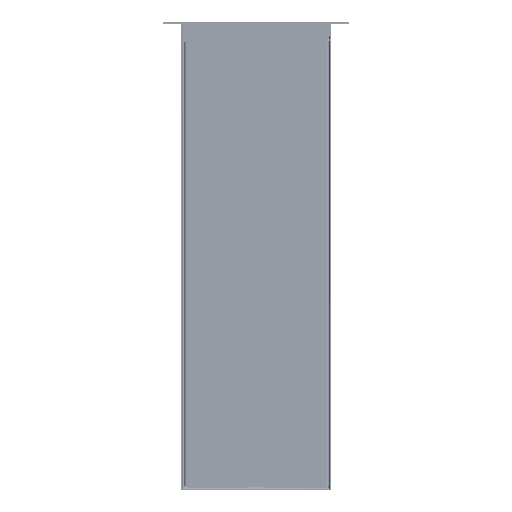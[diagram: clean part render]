
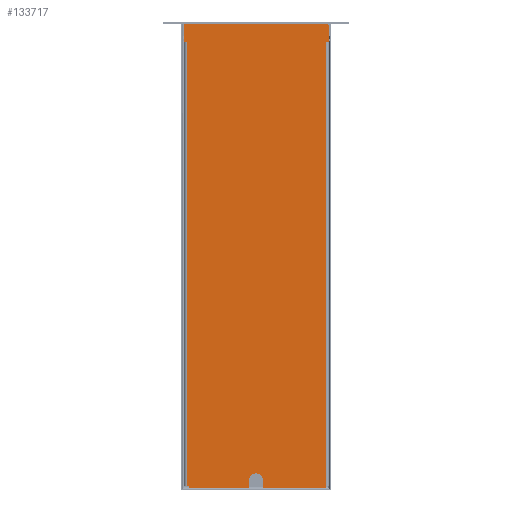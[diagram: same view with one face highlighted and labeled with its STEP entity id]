
A CAD part, front view. The second image highlights one B-rep face of the part: STEP entity #133717.
In plain terms, the highlighted planar face has unit normal (0, -1, 0).
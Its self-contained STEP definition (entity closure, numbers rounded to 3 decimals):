
#132944=DIRECTION('',(0.,0.,-1.));
#132945=VECTOR('',#132944,476.);
#132946=CARTESIAN_POINT('',(98.52,-9.385,
230.125));
#132947=LINE('',#132946,#132945);
#132952=CARTESIAN_POINT('',(-52.18,-9.385,
247.625));
#132953=DIRECTION('',(0.,1.,0.));
#132954=DIRECTION('',(-1.,0.,0.));
#132955=AXIS2_PLACEMENT_3D('',#132952,#132953,#132954);
#132957=CARTESIAN_POINT('',(99.82,-9.385,
247.625));
#132958=DIRECTION('',(0.,1.,0.));
#132959=DIRECTION('',(0.,0.,1.));
#132960=AXIS2_PLACEMENT_3D('',#132957,#132958,#132959);
#132962=CARTESIAN_POINT('',(97.02,-9.385,
-247.375));
#132963=DIRECTION('',(0.,1.,0.));
#132964=DIRECTION('',(1.,0.,0.));
#132965=AXIS2_PLACEMENT_3D('',#132962,#132963,#132964);
#132967=CARTESIAN_POINT('',(32.82,-9.385,
-246.375));
#132968=DIRECTION('',(0.,1.,0.));
#132969=DIRECTION('',(0.,0.,-1.));
#132970=AXIS2_PLACEMENT_3D('',#132967,#132968,#132969);
#132972=CARTESIAN_POINT('',(23.32,-9.385,
-239.875));
#132973=DIRECTION('',(0.,-1.,0.));
#132974=DIRECTION('',(1.,0.,0.));
#132975=AXIS2_PLACEMENT_3D('',#132972,#132973,#132974);
#132977=CARTESIAN_POINT('',(13.82,-9.385,
-246.375));
#132978=DIRECTION('',(0.,1.,0.));
#132979=DIRECTION('',(1.,0.,0.));
#132980=AXIS2_PLACEMENT_3D('',#132977,#132978,#132979);
#132982=CARTESIAN_POINT('',(-47.449,-9.385,
-247.375));
#132983=DIRECTION('',(0.,1.,0.));
#132984=DIRECTION('',(0.,0.,-1.));
#132985=AXIS2_PLACEMENT_3D('',#132982,#132983,#132984);
#132991=DIRECTION('',(-1.,0.,0.));
#132992=VECTOR('',#132991,2.431);
#132993=CARTESIAN_POINT('',(-48.449,-9.385,
-245.875));
#132994=LINE('',#132993,#132992);
#133030=DIRECTION('',(-1.,0.,0.));
#133031=VECTOR('',#133030,61.269);
#133032=CARTESIAN_POINT('',(13.82,-9.385,
-248.375));
#133033=LINE('',#133032,#133031);
#133050=DIRECTION('',(0.,0.,1.));
#133051=VECTOR('',#133050,6.5);
#133052=CARTESIAN_POINT('',(15.82,-9.385,
-246.375));
#133053=LINE('',#133052,#133051);
#133062=DIRECTION('',(0.,0.,-1.));
#133063=VECTOR('',#133062,6.5);
#133064=CARTESIAN_POINT('',(30.82,-9.385,
-239.875));
#133065=LINE('',#133064,#133063);
#133082=DIRECTION('',(-1.,0.,0.));
#133083=VECTOR('',#133082,64.2);
#133084=CARTESIAN_POINT('',(97.02,-9.385,
-248.375));
#133085=LINE('',#133084,#133083);
#133094=DIRECTION('',(0.,0.,-1.));
#133095=VECTOR('',#133094,1.5);
#133096=CARTESIAN_POINT('',(98.02,-9.385,
-245.875));
#133097=LINE('',#133096,#133095);
#133110=DIRECTION('',(-1.,0.,0.));
#133111=VECTOR('',#133110,0.5);
#133112=CARTESIAN_POINT('',(98.52,-9.385,
-245.875));
#133113=LINE('',#133112,#133111);
#133188=DIRECTION('',(1.,0.,0.));
#133189=VECTOR('',#133188,0.5);
#133190=CARTESIAN_POINT('',(98.02,-9.385,
230.125));
#133191=LINE('',#133190,#133189);
#133200=DIRECTION('',(0.,0.,-1.));
#133201=VECTOR('',#133200,0.5);
#133202=CARTESIAN_POINT('',(98.02,-9.385,
230.625));
#133203=LINE('',#133202,#133201);
#133216=DIRECTION('',(-1.,0.,0.));
#133217=VECTOR('',#133216,3.8);
#133218=CARTESIAN_POINT('',(101.82,-9.385,
230.625));
#133219=LINE('',#133218,#133217);
#133224=DIRECTION('',(0.,0.,-1.));
#133225=VECTOR('',#133224,17.);
#133226=CARTESIAN_POINT('',(101.82,-9.385,
247.625));
#133227=LINE('',#133226,#133225);
#133236=DIRECTION('',(1.,0.,0.));
#133237=VECTOR('',#133236,152.);
#133238=CARTESIAN_POINT('',(-52.18,-9.385,
249.625));
#133239=LINE('',#133238,#133237);
#133252=DIRECTION('',(0.,0.,1.));
#133253=VECTOR('',#133252,17.);
#133254=CARTESIAN_POINT('',(-54.18,-9.385,
230.625));
#133255=LINE('',#133254,#133253);
#133268=DIRECTION('',(-1.,0.,0.));
#133269=VECTOR('',#133268,3.8);
#133270=CARTESIAN_POINT('',(-50.38,-9.385,
230.625));
#133271=LINE('',#133270,#133269);
#133280=DIRECTION('',(0.,0.,1.));
#133281=VECTOR('',#133280,0.5);
#133282=CARTESIAN_POINT('',(-50.38,-9.385,
230.125));
#133283=LINE('',#133282,#133281);
#133292=DIRECTION('',(1.,0.,0.));
#133293=VECTOR('',#133292,0.5);
#133294=CARTESIAN_POINT('',(-50.88,-9.385,
230.125));
#133295=LINE('',#133294,#133293);
#133310=DIRECTION('',(0.,0.,1.));
#133311=VECTOR('',#133310,476.);
#133312=CARTESIAN_POINT('',(-50.88,-9.385,
-245.875));
#133313=LINE('',#133312,#133311);
#133428=DIRECTION('',(0.,0.,-1.));
#133429=VECTOR('',#133428,1.5);
#133430=CARTESIAN_POINT('',(-48.449,-9.385,
-245.875));
#133431=LINE('',#133430,#133429);
#133436=CARTESIAN_POINT('',(-48.449,-9.385,
-245.875));
#133437=CARTESIAN_POINT('',(-50.88,-9.385,
-245.875));
#133438=VERTEX_POINT('',#133436);
#133439=VERTEX_POINT('',#133437);
#133440=CARTESIAN_POINT('',(-48.449,-9.385,
-247.375));
#133441=VERTEX_POINT('',#133440);
#133442=CARTESIAN_POINT('',(-47.449,-9.385,
-248.375));
#133443=VERTEX_POINT('',#133442);
#133444=CARTESIAN_POINT('',(13.82,-9.385,
-248.375));
#133445=VERTEX_POINT('',#133444);
#133446=CARTESIAN_POINT('',(15.82,-9.385,
-246.375));
#133447=VERTEX_POINT('',#133446);
#133448=CARTESIAN_POINT('',(15.82,-9.385,
-239.875));
#133449=VERTEX_POINT('',#133448);
#133450=CARTESIAN_POINT('',(30.82,-9.385,
-239.875));
#133451=VERTEX_POINT('',#133450);
#133452=CARTESIAN_POINT('',(30.82,-9.385,
-246.375));
#133453=VERTEX_POINT('',#133452);
#133454=CARTESIAN_POINT('',(32.82,-9.385,
-248.375));
#133455=VERTEX_POINT('',#133454);
#133456=CARTESIAN_POINT('',(97.02,-9.385,
-248.375));
#133457=VERTEX_POINT('',#133456);
#133458=CARTESIAN_POINT('',(98.02,-9.385,
-247.375));
#133459=VERTEX_POINT('',#133458);
#133460=CARTESIAN_POINT('',(98.02,-9.385,
-245.875));
#133461=VERTEX_POINT('',#133460);
#133462=CARTESIAN_POINT('',(98.52,-9.385,
-245.875));
#133463=VERTEX_POINT('',#133462);
#133464=CARTESIAN_POINT('',(98.52,-9.385,
230.125));
#133465=VERTEX_POINT('',#133464);
#133466=CARTESIAN_POINT('',(98.02,-9.385,
230.125));
#133467=VERTEX_POINT('',#133466);
#133468=CARTESIAN_POINT('',(98.02,-9.385,
230.625));
#133469=VERTEX_POINT('',#133468);
#133470=CARTESIAN_POINT('',(101.82,-9.385,
230.625));
#133471=VERTEX_POINT('',#133470);
#133472=CARTESIAN_POINT('',(101.82,-9.385,
247.625));
#133473=VERTEX_POINT('',#133472);
#133474=CARTESIAN_POINT('',(99.82,-9.385,
249.625));
#133475=VERTEX_POINT('',#133474);
#133476=CARTESIAN_POINT('',(-52.18,-9.385,
249.625));
#133477=VERTEX_POINT('',#133476);
#133478=CARTESIAN_POINT('',(-54.18,-9.385,
247.625));
#133479=VERTEX_POINT('',#133478);
#133480=CARTESIAN_POINT('',(-54.18,-9.385,
230.625));
#133481=VERTEX_POINT('',#133480);
#133482=CARTESIAN_POINT('',(-50.38,-9.385,
230.625));
#133483=VERTEX_POINT('',#133482);
#133484=CARTESIAN_POINT('',(-50.38,-9.385,
230.125));
#133485=VERTEX_POINT('',#133484);
#133486=CARTESIAN_POINT('',(-50.88,-9.385,
230.125));
#133487=VERTEX_POINT('',#133486);
#133659=CARTESIAN_POINT('',(23.82,-9.385,
0.625));
#133660=DIRECTION('',(0.,1.,0.));
#133661=DIRECTION('',(-1.,0.,0.));
#133662=AXIS2_PLACEMENT_3D('',#133659,#133660,#133661);
#133663=PLANE('',#133662);
#133665=ORIENTED_EDGE('',*,*,#133664,.T.);
#133667=ORIENTED_EDGE('',*,*,#133666,.T.);
#133669=ORIENTED_EDGE('',*,*,#133668,.T.);
#133671=ORIENTED_EDGE('',*,*,#133670,.T.);
#133673=ORIENTED_EDGE('',*,*,#133672,.T.);
#133675=ORIENTED_EDGE('',*,*,#133674,.T.);
#133677=ORIENTED_EDGE('',*,*,#133676,.T.);
#133679=ORIENTED_EDGE('',*,*,#133678,.T.);
#133681=ORIENTED_EDGE('',*,*,#133680,.T.);
#133683=ORIENTED_EDGE('',*,*,#133682,.T.);
#133685=ORIENTED_EDGE('',*,*,#133684,.T.);
#133687=ORIENTED_EDGE('',*,*,#133686,.T.);
#133689=ORIENTED_EDGE('',*,*,#133688,.T.);
#133690=ORIENTED_EDGE('',*,*,#133642,.T.);
#133692=ORIENTED_EDGE('',*,*,#133691,.T.);
#133694=ORIENTED_EDGE('',*,*,#133693,.T.);
#133696=ORIENTED_EDGE('',*,*,#133695,.T.);
#133698=ORIENTED_EDGE('',*,*,#133697,.T.);
#133700=ORIENTED_EDGE('',*,*,#133699,.T.);
#133702=ORIENTED_EDGE('',*,*,#133701,.F.);
#133704=ORIENTED_EDGE('',*,*,#133703,.T.);
#133706=ORIENTED_EDGE('',*,*,#133705,.F.);
#133708=ORIENTED_EDGE('',*,*,#133707,.T.);
#133710=ORIENTED_EDGE('',*,*,#133709,.T.);
#133712=ORIENTED_EDGE('',*,*,#133711,.T.);
#133714=ORIENTED_EDGE('',*,*,#133713,.F.);
#133715=EDGE_LOOP('',(#133665,#133667,#133669,#133671,#133673,#133675,#133677,
#133679,#133681,#133683,#133685,#133687,#133689,#133690,#133692,#133694,#133696,
#133698,#133700,#133702,#133704,#133706,#133708,#133710,#133712,#133714));
#133716=FACE_OUTER_BOUND('',#133715,.F.);
#133717=ADVANCED_FACE('',(#133716),#133663,.F.);
#132956=CIRCLE('',#132955,2.);
#132961=CIRCLE('',#132960,2.);
#132966=CIRCLE('',#132965,1.);
#132971=CIRCLE('',#132970,2.);
#132976=CIRCLE('',#132975,7.5);
#132981=CIRCLE('',#132980,2.);
#132986=CIRCLE('',#132985,1.);
#133642=EDGE_CURVE('',#133465,#133463,#132947,.T.);
#133664=EDGE_CURVE('',#133438,#133439,#132994,.T.);
#133666=EDGE_CURVE('',#133439,#133487,#133313,.T.);
#133668=EDGE_CURVE('',#133487,#133485,#133295,.T.);
#133670=EDGE_CURVE('',#133485,#133483,#133283,.T.);
#133672=EDGE_CURVE('',#133483,#133481,#133271,.T.);
#133674=EDGE_CURVE('',#133481,#133479,#133255,.T.);
#133676=EDGE_CURVE('',#133479,#133477,#132956,.T.);
#133678=EDGE_CURVE('',#133477,#133475,#133239,.T.);
#133680=EDGE_CURVE('',#133475,#133473,#132961,.T.);
#133682=EDGE_CURVE('',#133473,#133471,#133227,.T.);
#133684=EDGE_CURVE('',#133471,#133469,#133219,.T.);
#133686=EDGE_CURVE('',#133469,#133467,#133203,.T.);
#133688=EDGE_CURVE('',#133467,#133465,#133191,.T.);
#133691=EDGE_CURVE('',#133463,#133461,#133113,.T.);
#133693=EDGE_CURVE('',#133461,#133459,#133097,.T.);
#133695=EDGE_CURVE('',#133459,#133457,#132966,.T.);
#133697=EDGE_CURVE('',#133457,#133455,#133085,.T.);
#133699=EDGE_CURVE('',#133455,#133453,#132971,.T.);
#133701=EDGE_CURVE('',#133451,#133453,#133065,.T.);
#133703=EDGE_CURVE('',#133451,#133449,#132976,.T.);
#133705=EDGE_CURVE('',#133447,#133449,#133053,.T.);
#133707=EDGE_CURVE('',#133447,#133445,#132981,.T.);
#133709=EDGE_CURVE('',#133445,#133443,#133033,.T.);
#133711=EDGE_CURVE('',#133443,#133441,#132986,.T.);
#133713=EDGE_CURVE('',#133438,#133441,#133431,.T.);
